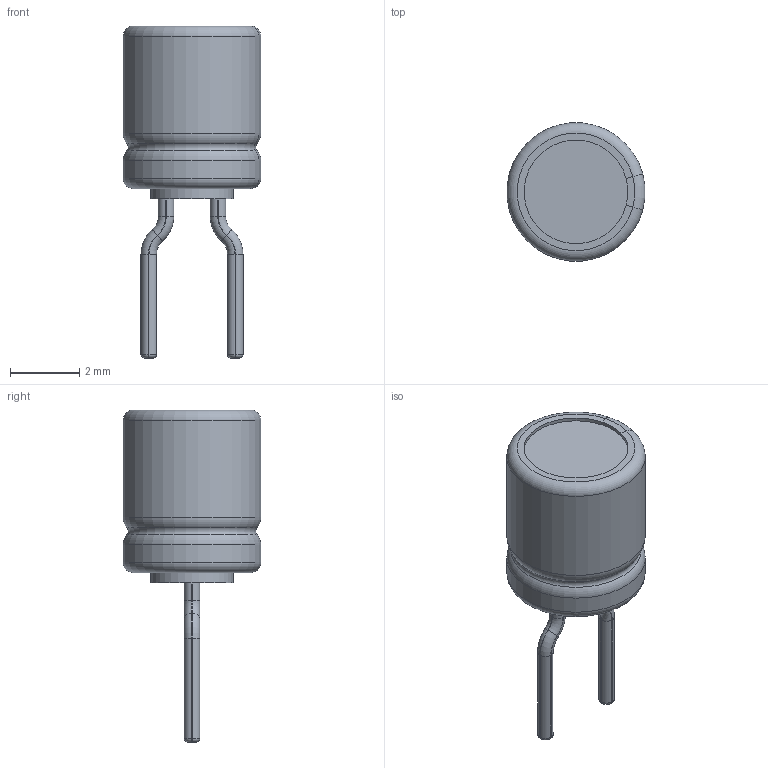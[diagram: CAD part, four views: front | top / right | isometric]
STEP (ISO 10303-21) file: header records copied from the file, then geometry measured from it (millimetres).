
FILE_DESCRIPTION(('FreeCAD Model'),'2;1');
FILE_NAME('Aluminum_electrolytic_capacitor_radial_D4_H5_PinD0.45_Pitch2.5_nominal_blue.step','2020-04-18T14:26:50',('Author'),( ''),'Open CASCADE STEP processor 7.3','FreeCAD','Unknown');
FILE_SCHEMA(('AUTOMOTIVE_DESIGN { 1 0 10303 214 1 1 1 1 }'));
Length unit declared in the file: millimetre
Products named in the file (5): Seal; Can; Negative_cover; Main_cover_blue_25-130-230; Pin_form2
Bounding box: 3.98 x 3.98 x 9.6 mm (x, y, z)
Volume: 24.1 mm3; surface area: 313.8 mm2
Topology: 6 solids, 6 shells, 142 faces, 327 edges, 200 vertices
Faces by surface type: torus 56, cylinder 51, plane 35
Full cylindrical faces by diameter (mm): 2.4 x2, 3.6 x3, 3.8 x2
Entity records: 9011 total; most frequent: CARTESIAN_POINT 1764, DIRECTION 1339, ORIENTED_EDGE 654, PCURVE 654, DEFINITIONAL_REPRESENTATION 654, LINE 591, VECTOR 591, AXIS2_PLACEMENT_3D 355
